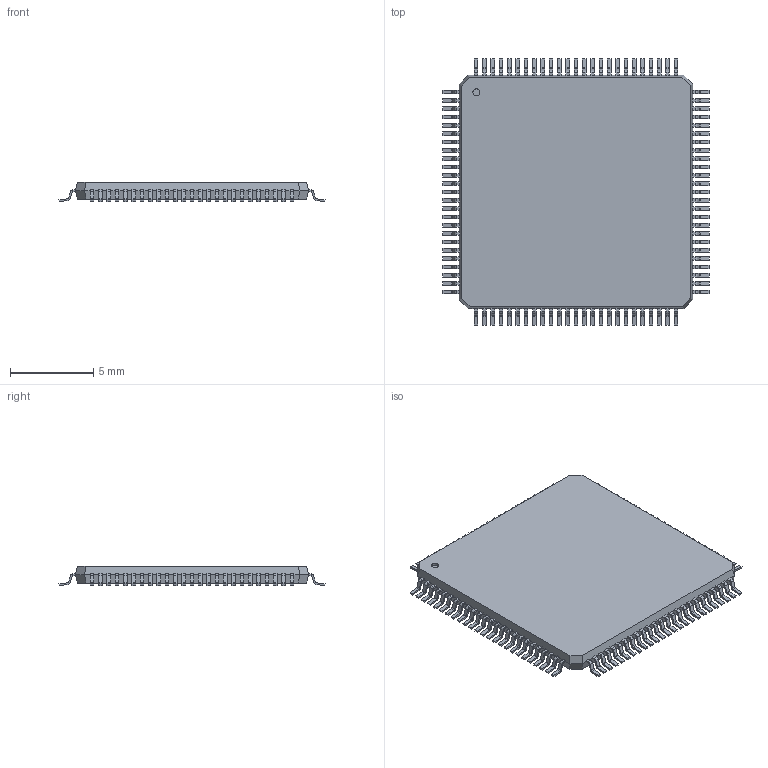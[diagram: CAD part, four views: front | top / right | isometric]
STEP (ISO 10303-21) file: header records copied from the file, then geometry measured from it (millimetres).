
FILE_DESCRIPTION (( 'STEP AP214' ), '1' );
FILE_NAME ('TQFP-100-14X14MM.STEP', '2015-05-28T19:55:24', ( '' ), ( '' ), 'SwSTEP 2.0', 'SolidWorks 2014', '' );
FILE_SCHEMA (( 'AUTOMOTIVE_DESIGN' ));
Length unit declared in the file: millimetre
Products named in the file (1): TQFP-100-14X14MM
Bounding box: 15.99 x 15.99 x 1.15 mm (x, y, z)
Volume: 195.5 mm3; surface area: 522.9 mm2
Topology: 26 solids, 26 shells, 1346 faces, 3871 edges, 2578 vertices
Faces by surface type: plane 944, cylinder 402
Entity records: 44304 total; most frequent: CARTESIAN_POINT 7796, ORIENTED_EDGE 7742, DIRECTION 7369, EDGE_CURVE 3871, LINE 3067, VECTOR 3067, VERTEX_POINT 2578, AXIS2_PLACEMENT_3D 2151
